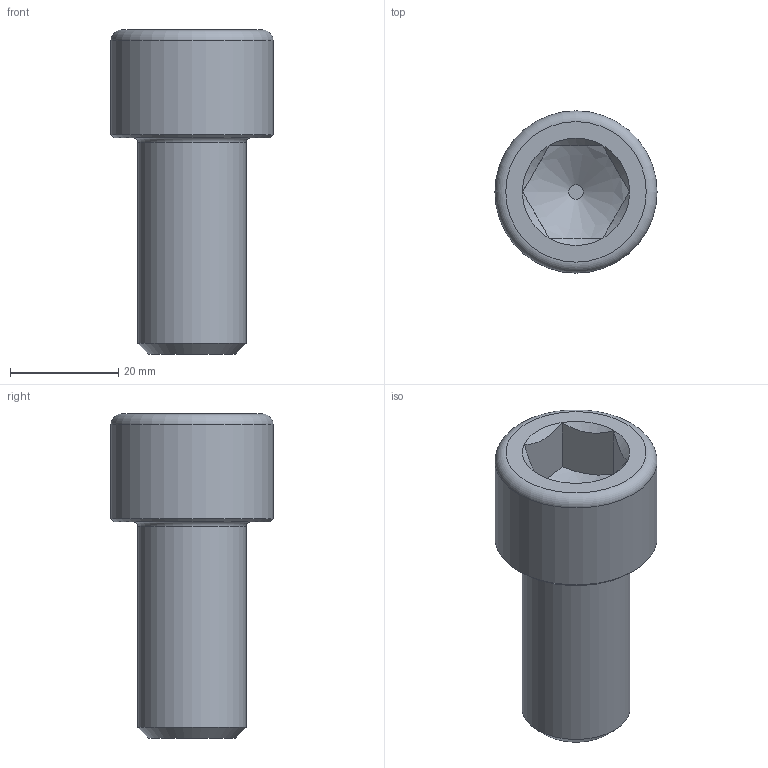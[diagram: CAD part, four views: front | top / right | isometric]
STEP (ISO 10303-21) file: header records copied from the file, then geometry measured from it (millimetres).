
FILE_DESCRIPTION(('FreeCAD Model'),'2;1');
FILE_NAME('Open CASCADE Shape Model','2025-10-29T22:27:18',('Author'),( ''),'Open CASCADE STEP processor 7.8','FreeCAD','Unknown');
FILE_SCHEMA(('AUTOMOTIVE_DESIGN { 1 0 10303 214 1 1 1 1 }'));
Length unit declared in the file: millimetre
Products named in the file (1): M20x40-Screw
Bounding box: 30 x 30 x 60 mm (x, y, z)
Volume: 23374.7 mm3; surface area: 6226.7 mm2
Topology: 1 solids, 1 shells, 18 faces, 36 edges, 22 vertices
Faces by surface type: plane 10, cone 4, torus 2, cylinder 2
Full cylindrical faces by diameter (mm): 20 x1, 30 x1
Entity records: 498 total; most frequent: DIRECTION 98, CARTESIAN_POINT 77, ORIENTED_EDGE 72, AXIS2_PLACEMENT_3D 43, EDGE_CURVE 36, VERTEX_POINT 22, FACE_BOUND 20, EDGE_LOOP 20
